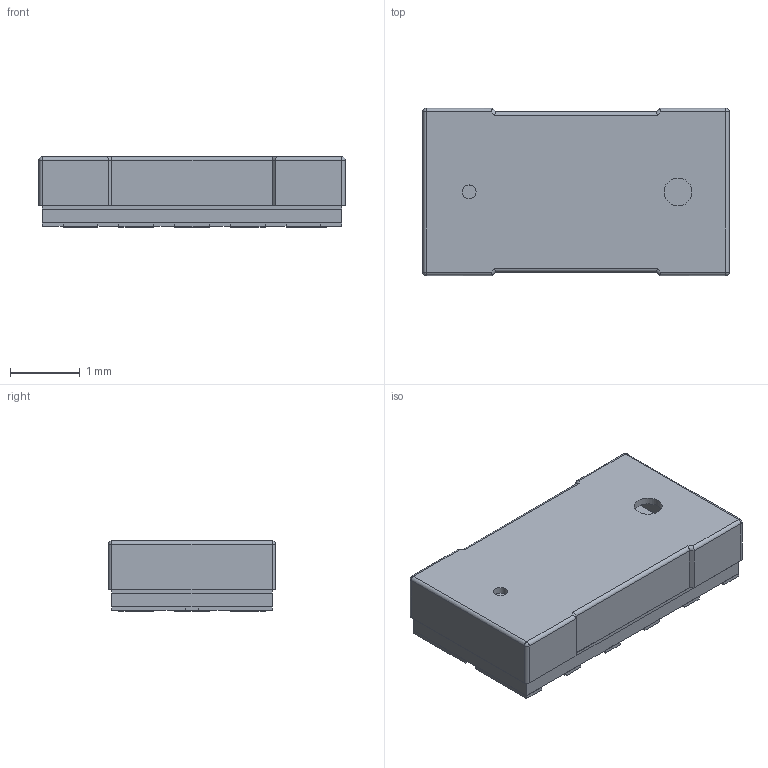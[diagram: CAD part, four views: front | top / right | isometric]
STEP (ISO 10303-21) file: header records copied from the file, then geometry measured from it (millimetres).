
FILE_DESCRIPTION(/* description */ (''),/* implementation_level */ '2;1');
FILE_NAME(/* name */ 'VL53L0.step',/* time_stamp */ '2018-04-08T20:30:40+02:00',/* author */ ('frederik.dunschen'),/* organization */ (''),/* preprocessor_version */ 'ST-DEVELOPER v16.13',/* originating_system */ 'Autodesk Translation Framework v6.5.0.72',/* authorisation */ '');
FILE_SCHEMA (('AUTOMOTIVE_DESIGN { 1 0 10303 214 3 1 1 }'));
Length unit declared in the file: millimetre
Products named in the file (5): VL53L0; top; pcb; kork; pads
Assembly tree (4 placements, depth 2):
  VL53L0
    top
    pcb
    kork
    pads
Bounding box: 4.4 x 2.4 x 1.01 mm (x, y, z)
Volume: 4.6 mm3; surface area: 106 mm2
Topology: 16 solids, 16 shells, 181 faces, 424 edges, 276 vertices
Faces by surface type: plane 159, cylinder 18, sphere 4
Full cylindrical faces by diameter (mm): 0.2 x1, 0.4 x1
Entity records: 5249 total; most frequent: CARTESIAN_POINT 891, ORIENTED_EDGE 848, DIRECTION 834, EDGE_CURVE 424, LINE 396, VECTOR 396, VERTEX_POINT 276, AXIS2_PLACEMENT_3D 219
